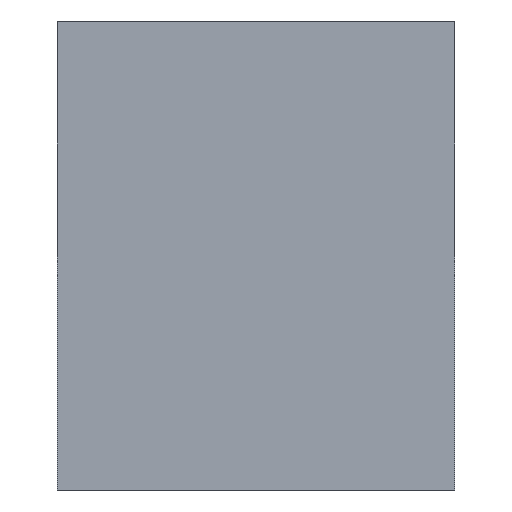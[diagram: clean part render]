
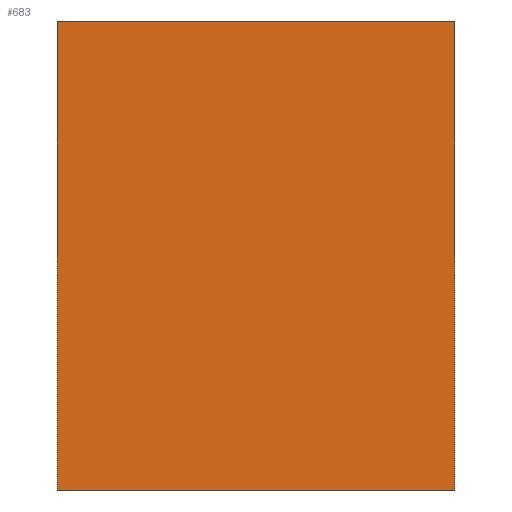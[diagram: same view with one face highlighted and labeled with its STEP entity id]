
A CAD part, left-side view. The second image highlights one B-rep face of the part: STEP entity #683.
In plain terms, the highlighted planar face has unit normal (-1, 0, 0).
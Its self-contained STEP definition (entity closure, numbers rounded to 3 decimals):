
#19 = VECTOR ( 'NONE', #421, 1000. ) ;
#20 = LINE ( 'NONE', #228, #157 ) ;
#76 = CARTESIAN_POINT ( 'NONE',  ( -34.75, 8.5, 10. ) ) ;
#84 = CARTESIAN_POINT ( 'NONE',  ( -34.75, 8.5, 0. ) ) ;
#100 = VECTOR ( 'NONE', #399, 1000. ) ;
#104 = EDGE_CURVE ( 'NONE', #252, #398, #539, .T. ) ;
#132 = PLANE ( 'NONE',  #347 ) ;
#137 = DIRECTION ( 'NONE',  ( 1., 0., 0. ) ) ;
#157 = VECTOR ( 'NONE', #436, 1000. ) ;
#161 = CARTESIAN_POINT ( 'NONE',  ( -34.75, 0., 0. ) ) ;
#174 = ORIENTED_EDGE ( 'NONE', *, *, #597, .T. ) ;
#181 = EDGE_LOOP ( 'NONE', ( #174, #672, #622, #612 ) ) ;
#206 = CARTESIAN_POINT ( 'NONE',  ( -34.75, 0., 10. ) ) ;
#228 = CARTESIAN_POINT ( 'NONE',  ( -34.75, 0., 10. ) ) ;
#252 = VERTEX_POINT ( 'NONE', #76 ) ;
#280 = CARTESIAN_POINT ( 'NONE',  ( -34.75, 0., 10. ) ) ;
#347 = AXIS2_PLACEMENT_3D ( 'NONE', #623, #137, #686 ) ;
#395 = LINE ( 'NONE', #610, #100 ) ;
#397 = EDGE_CURVE ( 'NONE', #252, #673, #428, .T. ) ;
#398 = VERTEX_POINT ( 'NONE', #280 ) ;
#399 = DIRECTION ( 'NONE',  ( 0., -1., 0. ) ) ;
#421 = DIRECTION ( 'NONE',  ( 0., -1., 0. ) ) ;
#428 = LINE ( 'NONE', #584, #589 ) ;
#431 = VERTEX_POINT ( 'NONE', #161 ) ;
#436 = DIRECTION ( 'NONE',  ( 0., 0., -1. ) ) ;
#506 = EDGE_CURVE ( 'NONE', #398, #431, #20, .T. ) ;
#521 = FACE_OUTER_BOUND ( 'NONE', #181, .T. ) ;
#539 = LINE ( 'NONE', #206, #19 ) ;
#581 = DIRECTION ( 'NONE',  ( 0., 0., -1. ) ) ;
#584 = CARTESIAN_POINT ( 'NONE',  ( -34.75, 8.5, 10. ) ) ;
#589 = VECTOR ( 'NONE', #581, 1000. ) ;
#597 = EDGE_CURVE ( 'NONE', #673, #431, #395, .T. ) ;
#610 = CARTESIAN_POINT ( 'NONE',  ( -34.75, 0., 0. ) ) ;
#612 = ORIENTED_EDGE ( 'NONE', *, *, #397, .T. ) ;
#622 = ORIENTED_EDGE ( 'NONE', *, *, #104, .F. ) ;
#623 = CARTESIAN_POINT ( 'NONE',  ( -34.75, 0., 10. ) ) ;
#672 = ORIENTED_EDGE ( 'NONE', *, *, #506, .F. ) ;
#673 = VERTEX_POINT ( 'NONE', #84 ) ;
#683 = ADVANCED_FACE ( 'NONE', ( #521 ), #132, .F. ) ;
#686 = DIRECTION ( 'NONE',  ( 0., 0., -1. ) ) ;
